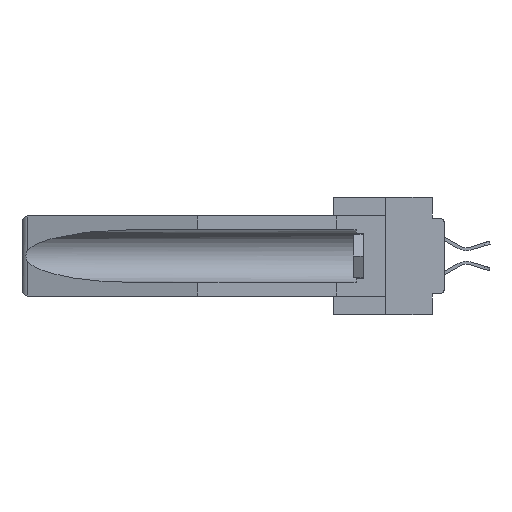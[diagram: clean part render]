
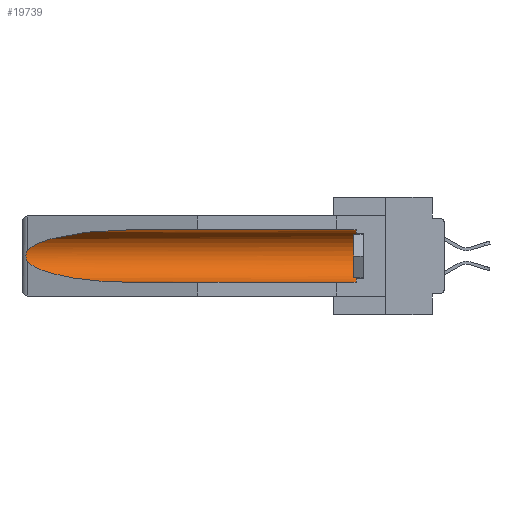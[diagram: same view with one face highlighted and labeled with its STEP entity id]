
A CAD part, left-side view. The second image highlights one B-rep face of the part: STEP entity #19739.
In plain terms, the highlighted cylindrical face has radius 2.857 mm (diameter 5.715 mm), a partial arc.
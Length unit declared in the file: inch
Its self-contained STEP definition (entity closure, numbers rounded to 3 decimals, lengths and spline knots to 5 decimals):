
#153 = CARTESIAN_POINT ( 'NONE',  ( 0.155, 1.07973, -0.059 ) ) ;
#432 = DIRECTION ( 'NONE',  ( 0., 0., 1. ) ) ;
#781 =( BOUNDED_CURVE ( )  B_SPLINE_CURVE ( 3, ( #5807, #7857, #10910, #11056 ),
 .UNSPECIFIED., .F., .F. ) 
 B_SPLINE_CURVE_WITH_KNOTS ( ( 4, 4 ),
 ( 4.71239, 6.08839 ),
 .UNSPECIFIED. ) 
 CURVE ( )  GEOMETRIC_REPRESENTATION_ITEM ( )  RATIONAL_B_SPLINE_CURVE ( ( 1., 0.848, 0.848, 1. ) ) 
 REPRESENTATION_ITEM ( '' )  );
#1904 = CARTESIAN_POINT ( 'NONE',  ( 0.21114, 1.30732, -0.284 ) ) ;
#1914 = LINE ( 'NONE', #24800, #10069 ) ;
#1955 = CARTESIAN_POINT ( 'NONE',  ( 0.155, -0.30754, -0.059 ) ) ;
#2223 = EDGE_CURVE ( 'NONE', #12524, #23346, #26212, .T. ) ;
#2491 = ORIENTED_EDGE ( 'NONE', *, *, #2223, .T. ) ;
#2797 = CARTESIAN_POINT ( 'NONE',  ( 0.155, -0.30754, -0.1715 ) ) ;
#3732 = VERTEX_POINT ( 'NONE', #153 ) ;
#3905 = ORIENTED_EDGE ( 'NONE', *, *, #6928, .T. ) ;
#4019 = CARTESIAN_POINT ( 'NONE',  ( 0.26537, 1.52718, -0.14972 ) ) ;
#5613 = CARTESIAN_POINT ( 'NONE',  ( 0.26537, 1.52718, -0.19328 ) ) ;
#5807 = CARTESIAN_POINT ( 'NONE',  ( 0.155, 1.07973, -0.059 ) ) ;
#5906 = CARTESIAN_POINT ( 'NONE',  ( 0.2673, 1.53269, -0.17917 ) ) ;
#6050 = CARTESIAN_POINT ( 'NONE',  ( 0.26654, 1.53092, -0.15636 ) ) ;
#6928 = EDGE_CURVE ( 'NONE', #3732, #12524, #781, .T. ) ;
#7049 = EDGE_CURVE ( 'NONE', #11927, #19586, #16816, .T. ) ;
#7355 = FACE_OUTER_BOUND ( 'NONE', #11902, .T. ) ;
#7658 = VECTOR ( 'NONE', #10784, 39.37008 ) ;
#7857 = CARTESIAN_POINT ( 'NONE',  ( 0.21114, 1.30732, -0.059 ) ) ;
#8115 = CARTESIAN_POINT ( 'NONE',  ( 0.2675, 1.53308, -0.17534 ) ) ;
#8428 = ORIENTED_EDGE ( 'NONE', *, *, #23554, .T. ) ;
#9517 = ORIENTED_EDGE ( 'NONE', *, *, #7049, .T. ) ;
#10069 = VECTOR ( 'NONE', #13564, 39.37008 ) ;
#10231 = AXIS2_PLACEMENT_3D ( 'NONE', #15774, #27465, #432 ) ;
#10784 = DIRECTION ( 'NONE',  ( 0., 1., 0. ) ) ;
#10891 = CARTESIAN_POINT ( 'NONE',  ( 0.155, 1.07973, -0.284 ) ) ;
#10910 = CARTESIAN_POINT ( 'NONE',  ( 0.25451, 1.48313, -0.09465 ) ) ;
#11056 = CARTESIAN_POINT ( 'NONE',  ( 0.26537, 1.52718, -0.14972 ) ) ;
#11902 = EDGE_LOOP ( 'NONE', ( #3905, #2491, #8428, #24089, #9517, #14385 ) ) ;
#11927 = VERTEX_POINT ( 'NONE', #13111 ) ;
#12524 = VERTEX_POINT ( 'NONE', #4019 ) ;
#13111 = CARTESIAN_POINT ( 'NONE',  ( 0.155, 0.126, -0.284 ) ) ;
#13564 = DIRECTION ( 'NONE',  ( 0., 1., 0. ) ) ;
#13813 =( BOUNDED_CURVE ( )  B_SPLINE_CURVE ( 3, ( #17681, #19450, #1904, #10891 ),
 .UNSPECIFIED., .F., .F. ) 
 B_SPLINE_CURVE_WITH_KNOTS ( ( 4, 4 ),
 ( 0.1948, 1.5708 ),
 .UNSPECIFIED. ) 
 CURVE ( )  GEOMETRIC_REPRESENTATION_ITEM ( )  RATIONAL_B_SPLINE_CURVE ( ( 1., 0.848, 0.848, 1. ) ) 
 REPRESENTATION_ITEM ( '' )  );
#14385 = ORIENTED_EDGE ( 'NONE', *, *, #26150, .T. ) ;
#14895 = CARTESIAN_POINT ( 'NONE',  ( 0.26655, 1.53094, -0.18657 ) ) ;
#15582 = EDGE_CURVE ( 'NONE', #11927, #23076, #1914, .T. ) ;
#15774 = CARTESIAN_POINT ( 'NONE',  ( 0.155, 0.126, -0.1715 ) ) ;
#16802 = CARTESIAN_POINT ( 'NONE',  ( 0.26537, 1.52718, -0.14972 ) ) ;
#16816 = CIRCLE ( 'NONE', #10231, 0.1125 ) ;
#17681 = CARTESIAN_POINT ( 'NONE',  ( 0.26537, 1.52718, -0.19328 ) ) ;
#17865 = LINE ( 'NONE', #1955, #7658 ) ;
#19310 = CARTESIAN_POINT ( 'NONE',  ( 0.2675, 1.53308, -0.16763 ) ) ;
#19450 = CARTESIAN_POINT ( 'NONE',  ( 0.25451, 1.48313, -0.24835 ) ) ;
#19586 = VERTEX_POINT ( 'NONE', #24221 ) ;
#19739 = ADVANCED_FACE ( 'NONE', ( #7355 ), #27609, .F. ) ;
#23076 = VERTEX_POINT ( 'NONE', #23344 ) ;
#23344 = CARTESIAN_POINT ( 'NONE',  ( 0.155, 1.07973, -0.284 ) ) ;
#23346 = VERTEX_POINT ( 'NONE', #27055 ) ;
#23554 = EDGE_CURVE ( 'NONE', #23346, #23076, #13813, .T. ) ;
#24089 = ORIENTED_EDGE ( 'NONE', *, *, #15582, .F. ) ;
#24221 = CARTESIAN_POINT ( 'NONE',  ( 0.155, 0.126, -0.059 ) ) ;
#24399 = AXIS2_PLACEMENT_3D ( 'NONE', #2797, #27469, #25106 ) ;
#24800 = CARTESIAN_POINT ( 'NONE',  ( 0.155, -0.30754, -0.284 ) ) ;
#25106 = DIRECTION ( 'NONE',  ( 0., 0., 1. ) ) ;
#25854 = CARTESIAN_POINT ( 'NONE',  ( 0.26597, 1.5296, -0.19026 ) ) ;
#26007 = CARTESIAN_POINT ( 'NONE',  ( 0.2673, 1.5327, -0.16383 ) ) ;
#26150 = EDGE_CURVE ( 'NONE', #19586, #3732, #17865, .T. ) ;
#26212 = B_SPLINE_CURVE_WITH_KNOTS ( 'NONE', 3,
 ( #16802, #26455, #6050, #26007, #19310, #8115, #5906, #14895, #25854, #5613 ),
 .UNSPECIFIED., .F., .F.,
 ( 4, 2, 2, 2, 4 ),
 ( 0., 0.00029, 0.00058, 0.00087, 0.00117 ),
 .UNSPECIFIED. ) ;
#26455 = CARTESIAN_POINT ( 'NONE',  ( 0.26597, 1.52961, -0.15275 ) ) ;
#27055 = CARTESIAN_POINT ( 'NONE',  ( 0.26537, 1.52718, -0.19328 ) ) ;
#27465 = DIRECTION ( 'NONE',  ( 0., -1., 0. ) ) ;
#27469 = DIRECTION ( 'NONE',  ( 0., 1., 0. ) ) ;
#27609 = CYLINDRICAL_SURFACE ( 'NONE', #24399, 0.1125 ) ;
